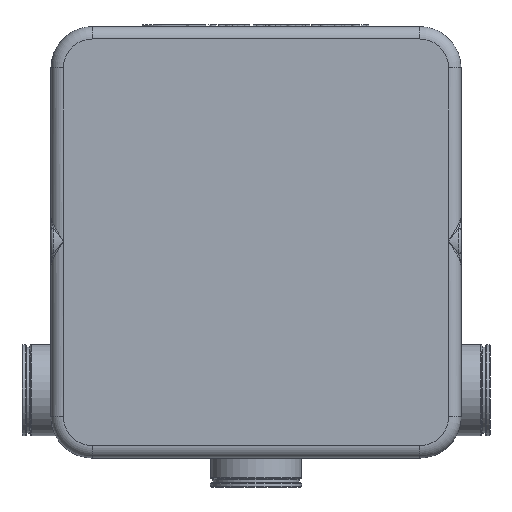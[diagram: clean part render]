
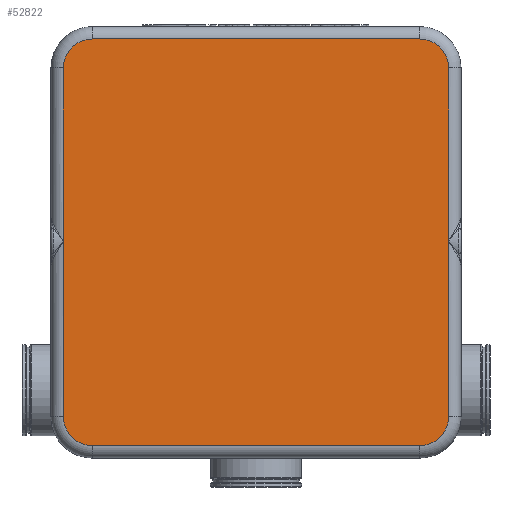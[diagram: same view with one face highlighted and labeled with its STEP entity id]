
A CAD part, front view. The second image highlights one B-rep face of the part: STEP entity #52822.
In plain terms, the highlighted planar face has unit normal (0, -1, 0).
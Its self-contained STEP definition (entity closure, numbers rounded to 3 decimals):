
#2184 = CIRCLE ( 'NONE', #45092, 35. ) ;
#2623 = CARTESIAN_POINT ( 'NONE',  ( 232.5, 0., -259. ) ) ;
#5697 = VECTOR ( 'NONE', #26500, 1000. ) ;
#7484 = DIRECTION ( 'NONE',  ( 0., 0., -1. ) ) ;
#7826 = EDGE_CURVE ( 'NONE', #25810, #31306, #35246, .T. ) ;
#8596 = VERTEX_POINT ( 'NONE', #18501 ) ;
#9177 = DIRECTION ( 'NONE',  ( 0., 0., -1. ) ) ;
#9615 = DIRECTION ( 'NONE',  ( 0., -1., 0. ) ) ;
#9974 = ORIENTED_EDGE ( 'NONE', *, *, #44737, .T. ) ;
#13708 = ORIENTED_EDGE ( 'NONE', *, *, #54717, .T. ) ;
#14476 = CARTESIAN_POINT ( 'NONE',  ( 197.5, 0., -15. ) ) ;
#14999 = ORIENTED_EDGE ( 'NONE', *, *, #7826, .T. ) ;
#16094 = VERTEX_POINT ( 'NONE', #14476 ) ;
#16541 = DIRECTION ( 'NONE',  ( -1., 0., 0. ) ) ;
#16668 = ORIENTED_EDGE ( 'NONE', *, *, #70405, .T. ) ;
#18501 = CARTESIAN_POINT ( 'NONE',  ( -232.5, 0., -471. ) ) ;
#18555 = EDGE_CURVE ( 'NONE', #8596, #25810, #67831, .T. ) ;
#18640 = EDGE_LOOP ( 'NONE', ( #38543, #29530, #52376, #14999, #23603, #31770, #13708, #50062, #9974, #16668 ) ) ;
#19898 = CIRCLE ( 'NONE', #72735, 35. ) ;
#21693 = VECTOR ( 'NONE', #25284, 1000. ) ;
#22231 = CARTESIAN_POINT ( 'NONE',  ( 197.5, 0., -50. ) ) ;
#23603 = ORIENTED_EDGE ( 'NONE', *, *, #47319, .T. ) ;
#23941 = AXIS2_PLACEMENT_3D ( 'NONE', #22231, #73735, #9177 ) ;
#24834 = DIRECTION ( 'NONE',  ( 1., 0., 0. ) ) ;
#25284 = DIRECTION ( 'NONE',  ( 0., 0., 1. ) ) ;
#25810 = VERTEX_POINT ( 'NONE', #63540 ) ;
#26500 = DIRECTION ( 'NONE',  ( 0., 0., 1. ) ) ;
#27233 = PLANE ( 'NONE',  #23941 ) ;
#28561 = VERTEX_POINT ( 'NONE', #43590 ) ;
#29321 = DIRECTION ( 'NONE',  ( 0., 0., -1. ) ) ;
#29512 = DIRECTION ( 'NONE',  ( 0., 0., -1. ) ) ;
#29530 = ORIENTED_EDGE ( 'NONE', *, *, #43915, .T. ) ;
#31077 = CARTESIAN_POINT ( 'NONE',  ( 232.5, 0., -50. ) ) ;
#31306 = VERTEX_POINT ( 'NONE', #41936 ) ;
#31770 = ORIENTED_EDGE ( 'NONE', *, *, #68385, .T. ) ;
#32035 = VERTEX_POINT ( 'NONE', #41782 ) ;
#32967 = DIRECTION ( 'NONE',  ( 0., -1., 0. ) ) ;
#35246 = LINE ( 'NONE', #42135, #63339 ) ;
#35388 = EDGE_CURVE ( 'NONE', #68210, #16094, #47422, .T. ) ;
#37305 = LINE ( 'NONE', #61114, #5697 ) ;
#37601 = CARTESIAN_POINT ( 'NONE',  ( 197.5, 0., -50. ) ) ;
#38543 = ORIENTED_EDGE ( 'NONE', *, *, #47418, .T. ) ;
#40088 = CARTESIAN_POINT ( 'NONE',  ( -232.5, 0., -471. ) ) ;
#40112 = CARTESIAN_POINT ( 'NONE',  ( -197.5, 0., -15. ) ) ;
#41782 = CARTESIAN_POINT ( 'NONE',  ( 232.5, 0., -471. ) ) ;
#41936 = CARTESIAN_POINT ( 'NONE',  ( 197.5, 0., -506. ) ) ;
#42064 = AXIS2_PLACEMENT_3D ( 'NONE', #73789, #9615, #67635 ) ;
#42135 = CARTESIAN_POINT ( 'NONE',  ( 197.5, 0., -506. ) ) ;
#42464 = AXIS2_PLACEMENT_3D ( 'NONE', #37601, #32967, #56409 ) ;
#43590 = CARTESIAN_POINT ( 'NONE',  ( -232.5, 0., -259. ) ) ;
#43915 = EDGE_CURVE ( 'NONE', #28561, #8596, #64083, .T. ) ;
#44737 = EDGE_CURVE ( 'NONE', #16094, #72959, #50378, .T. ) ;
#45092 = AXIS2_PLACEMENT_3D ( 'NONE', #65854, #61232, #7484 ) ;
#46045 = FACE_OUTER_BOUND ( 'NONE', #18640, .T. ) ;
#47319 = EDGE_CURVE ( 'NONE', #31306, #32035, #19898, .T. ) ;
#47418 = EDGE_CURVE ( 'NONE', #57858, #28561, #55498, .T. ) ;
#47422 = CIRCLE ( 'NONE', #42464, 35. ) ;
#49349 = DIRECTION ( 'NONE',  ( 0., -1., 0. ) ) ;
#50062 = ORIENTED_EDGE ( 'NONE', *, *, #35388, .T. ) ;
#50378 = LINE ( 'NONE', #51139, #51617 ) ;
#51139 = CARTESIAN_POINT ( 'NONE',  ( -197.5, 0., -15. ) ) ;
#51617 = VECTOR ( 'NONE', #16541, 1000. ) ;
#52376 = ORIENTED_EDGE ( 'NONE', *, *, #18555, .T. ) ;
#52822 = ADVANCED_FACE ( 'NONE', ( #46045 ), #27233, .T. ) ;
#53767 = LINE ( 'NONE', #31077, #21693 ) ;
#54240 = CARTESIAN_POINT ( 'NONE',  ( 232.5, 0., -50. ) ) ;
#54717 = EDGE_CURVE ( 'NONE', #66528, #68210, #53767, .T. ) ;
#55498 = LINE ( 'NONE', #40088, #70272 ) ;
#56409 = DIRECTION ( 'NONE',  ( 0., 0., -1. ) ) ;
#56437 = VECTOR ( 'NONE', #29512, 1000. ) ;
#57858 = VERTEX_POINT ( 'NONE', #60871 ) ;
#58714 = CARTESIAN_POINT ( 'NONE',  ( -232.5, 0., -471. ) ) ;
#60871 = CARTESIAN_POINT ( 'NONE',  ( -232.5, 0., -50. ) ) ;
#61114 = CARTESIAN_POINT ( 'NONE',  ( 232.5, 0., -50. ) ) ;
#61232 = DIRECTION ( 'NONE',  ( 0., -1., 0. ) ) ;
#63339 = VECTOR ( 'NONE', #24834, 1000. ) ;
#63540 = CARTESIAN_POINT ( 'NONE',  ( -197.5, 0., -506. ) ) ;
#64083 = LINE ( 'NONE', #58714, #56437 ) ;
#65854 = CARTESIAN_POINT ( 'NONE',  ( -197.5, 0., -50. ) ) ;
#66528 = VERTEX_POINT ( 'NONE', #2623 ) ;
#67635 = DIRECTION ( 'NONE',  ( 0., 0., -1. ) ) ;
#67831 = CIRCLE ( 'NONE', #42064, 35. ) ;
#68210 = VERTEX_POINT ( 'NONE', #54240 ) ;
#68385 = EDGE_CURVE ( 'NONE', #32035, #66528, #37305, .T. ) ;
#70272 = VECTOR ( 'NONE', #29321, 1000. ) ;
#70405 = EDGE_CURVE ( 'NONE', #72959, #57858, #2184, .T. ) ;
#72735 = AXIS2_PLACEMENT_3D ( 'NONE', #73935, #49349, #74310 ) ;
#72959 = VERTEX_POINT ( 'NONE', #40112 ) ;
#73735 = DIRECTION ( 'NONE',  ( 0., -1., 0. ) ) ;
#73789 = CARTESIAN_POINT ( 'NONE',  ( -197.5, 0., -471. ) ) ;
#73935 = CARTESIAN_POINT ( 'NONE',  ( 197.5, 0., -471. ) ) ;
#74310 = DIRECTION ( 'NONE',  ( 0., 0., -1. ) ) ;
